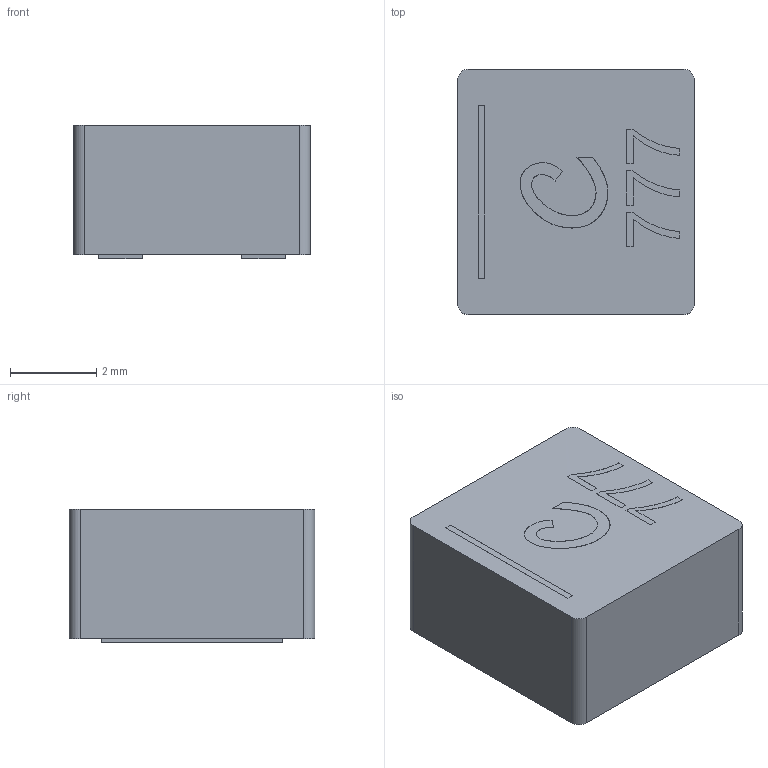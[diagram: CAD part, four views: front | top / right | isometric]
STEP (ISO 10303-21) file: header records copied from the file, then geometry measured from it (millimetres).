
FILE_DESCRIPTION(('FreeCAD Model'),'2;1');
FILE_NAME('Coilcraft-XAL5030.step', '2020-02-18T13:05:01',('kicad StepUp'),('ksu MCAD'), 'Open CASCADE STEP processor 7.4','FreeCAD','Unknown');
FILE_SCHEMA(('AUTOMOTIVE_DESIGN { 1 0 10303 214 1 1 1 1 }'));
Length unit declared in the file: millimetre
Products named in the file (1): Coilcraft-XAL5030
Bounding box: 5.48 x 5.68 x 3.1 mm (x, y, z)
Volume: 94.1 mm3; surface area: 129.9 mm2
Topology: 1 solids, 1 shells, 64 faces, 159 edges, 104 vertices
Faces by surface type: plane 42, bspline 18, cylinder 4
Entity records: 2531 total; most frequent: CARTESIAN_POINT 958, ORIENTED_EDGE 318, DIRECTION 225, EDGE_CURVE 159, LINE 115, VECTOR 115, VERTEX_POINT 104, FACE_BOUND 71
